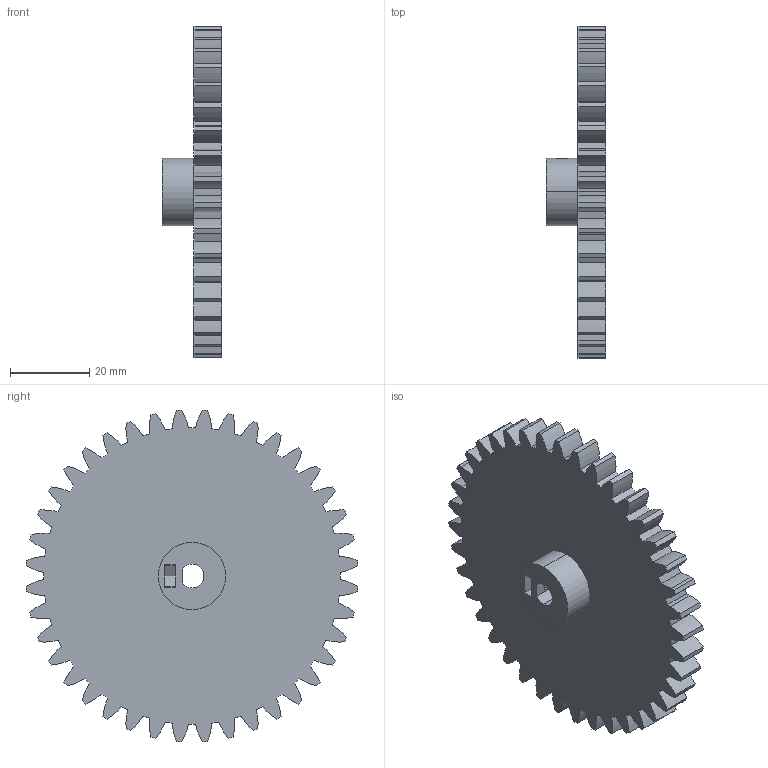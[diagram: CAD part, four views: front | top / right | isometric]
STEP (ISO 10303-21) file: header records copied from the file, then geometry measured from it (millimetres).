
FILE_DESCRIPTION (( 'STEP AP203' ), '1' );
FILE_NAME ('gear_ver3.STEP', '2025-09-04T16:53:48', ( '' ), ( '' ), 'SwSTEP 2.0', 'SolidWorks 2025', '' );
FILE_SCHEMA (( 'CONFIG_CONTROL_DESIGN' ));
Length unit declared in the file: millimetre
Products named in the file (2): gear_ver3; spur gear_am_Metric - Spur gear 2M 40T 20PA 7FW ---S40O17H15L1N
Assembly tree (1 placements, depth 2):
  gear_ver3
    spur gear_am_Metric - Spur gear 2M 40T 20PA 7FW ---S40O17H15L1N
Bounding box: 15 x 83.83 x 83.83 mm (x, y, z)
Volume: 35665.4 mm3; surface area: 14238.8 mm2
Topology: 1 solids, 1 shells, 191 faces, 558 edges, 372 vertices
Faces by surface type: cylinder 176, plane 15
Entity records: 6796 total; most frequent: DIRECTION 1296, CARTESIAN_POINT 1175, ORIENTED_EDGE 1116, EDGE_CURVE 558, AXIS2_PLACEMENT_3D 545, VERTEX_POINT 372, CIRCLE 350, LINE 206
